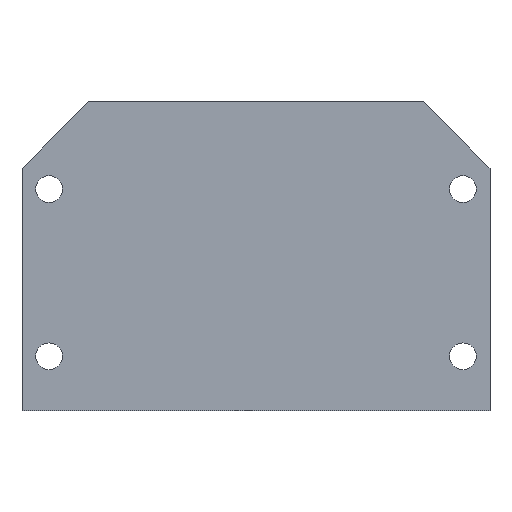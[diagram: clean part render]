
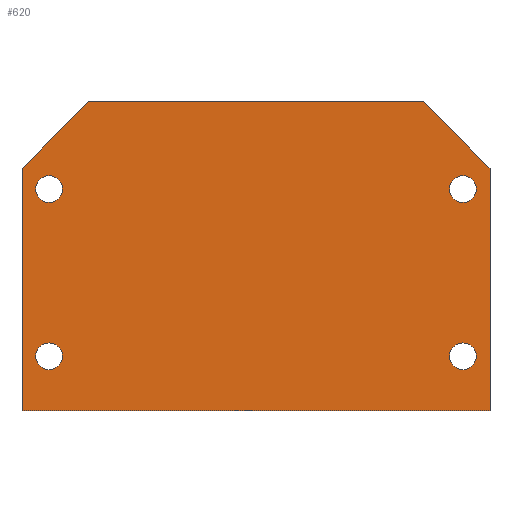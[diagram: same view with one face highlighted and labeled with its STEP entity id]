
A CAD part, front view. The second image highlights one B-rep face of the part: STEP entity #620.
In plain terms, the highlighted planar face has unit normal (0, -1, 0).
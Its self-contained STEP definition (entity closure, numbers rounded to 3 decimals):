
#29=FACE_BOUND('',#109,.T.);
#30=FACE_BOUND('',#110,.T.);
#31=FACE_BOUND('',#111,.T.);
#32=FACE_BOUND('',#112,.T.);
#45=CIRCLE('',#662,1.6);
#46=CIRCLE('',#664,1.6);
#47=CIRCLE('',#666,1.6);
#48=CIRCLE('',#668,1.6);
#72=FACE_OUTER_BOUND('',#108,.T.);
#108=EDGE_LOOP('',(#487,#488,#489,#490,#491,#492));
#109=EDGE_LOOP('',(#493));
#110=EDGE_LOOP('',(#494));
#111=EDGE_LOOP('',(#495));
#112=EDGE_LOOP('',(#496));
#139=LINE('',#874,#207);
#143=LINE('',#881,#211);
#153=LINE('',#909,#221);
#155=LINE('',#913,#223);
#161=LINE('',#933,#229);
#170=LINE('',#950,#238);
#207=VECTOR('',#706,10.);
#211=VECTOR('',#712,10.);
#221=VECTOR('',#734,10.);
#223=VECTOR('',#738,10.);
#229=VECTOR('',#762,10.);
#238=VECTOR('',#779,10.);
#275=VERTEX_POINT('',#871);
#276=VERTEX_POINT('',#873);
#278=VERTEX_POINT('',#879);
#290=VERTEX_POINT('',#907);
#291=VERTEX_POINT('',#911);
#292=VERTEX_POINT('',#915);
#293=VERTEX_POINT('',#919);
#294=VERTEX_POINT('',#923);
#295=VERTEX_POINT('',#927);
#296=VERTEX_POINT('',#931);
#331=EDGE_CURVE('',#275,#276,#139,.T.);
#335=EDGE_CURVE('',#275,#278,#143,.T.);
#349=EDGE_CURVE('',#290,#278,#153,.T.);
#351=EDGE_CURVE('',#290,#291,#155,.T.);
#353=EDGE_CURVE('',#292,#292,#45,.T.);
#355=EDGE_CURVE('',#293,#293,#46,.T.);
#357=EDGE_CURVE('',#294,#294,#47,.T.);
#359=EDGE_CURVE('',#295,#295,#48,.T.);
#361=EDGE_CURVE('',#296,#291,#161,.T.);
#370=EDGE_CURVE('',#276,#296,#170,.T.);
#487=ORIENTED_EDGE('',*,*,#331,.F.);
#488=ORIENTED_EDGE('',*,*,#335,.T.);
#489=ORIENTED_EDGE('',*,*,#349,.F.);
#490=ORIENTED_EDGE('',*,*,#351,.T.);
#491=ORIENTED_EDGE('',*,*,#361,.F.);
#492=ORIENTED_EDGE('',*,*,#370,.F.);
#493=ORIENTED_EDGE('',*,*,#353,.T.);
#494=ORIENTED_EDGE('',*,*,#355,.T.);
#495=ORIENTED_EDGE('',*,*,#357,.T.);
#496=ORIENTED_EDGE('',*,*,#359,.T.);
#592=PLANE('',#675);
#620=ADVANCED_FACE('',(#72,#29,#30,#31,#32),#592,.T.);
#662=AXIS2_PLACEMENT_3D('',#917,#742,#743);
#664=AXIS2_PLACEMENT_3D('',#921,#747,#748);
#666=AXIS2_PLACEMENT_3D('',#925,#752,#753);
#668=AXIS2_PLACEMENT_3D('',#929,#757,#758);
#675=AXIS2_PLACEMENT_3D('',#952,#782,#783);
#706=DIRECTION('',(0.707,0.,-0.707));
#712=DIRECTION('',(-1.,0.,0.));
#734=DIRECTION('',(0.707,0.,0.707));
#738=DIRECTION('',(0.,0.,-1.));
#742=DIRECTION('center_axis',(0.,1.,0.));
#743=DIRECTION('ref_axis',(1.,0.,0.));
#747=DIRECTION('center_axis',(0.,1.,0.));
#748=DIRECTION('ref_axis',(1.,0.,0.));
#752=DIRECTION('center_axis',(0.,1.,0.));
#753=DIRECTION('ref_axis',(1.,0.,0.));
#757=DIRECTION('center_axis',(0.,1.,0.));
#758=DIRECTION('ref_axis',(1.,0.,0.));
#762=DIRECTION('',(-1.,0.,0.));
#779=DIRECTION('',(0.,0.,-1.));
#782=DIRECTION('center_axis',(0.,-1.,0.));
#783=DIRECTION('ref_axis',(0.,0.,-1.));
#871=CARTESIAN_POINT('',(44.75,-1.5,5.));
#873=CARTESIAN_POINT('',(52.75,-1.5,-3.));
#874=CARTESIAN_POINT('',(45.5,-1.5,4.25));
#879=CARTESIAN_POINT('',(4.75,-1.5,5.));
#881=CARTESIAN_POINT('',(9.25,-1.5,5.));
#907=CARTESIAN_POINT('',(-3.25,-1.5,-3.));
#909=CARTESIAN_POINT('',(4.,-1.5,4.25));
#911=CARTESIAN_POINT('',(-3.25,-1.5,-32.));
#913=CARTESIAN_POINT('',(-3.25,-1.5,-25.));
#915=CARTESIAN_POINT('',(-1.6,-1.5,-25.5));
#917=CARTESIAN_POINT('Origin',(0.,-1.5,-25.5));
#919=CARTESIAN_POINT('',(47.9,-1.5,-25.5));
#921=CARTESIAN_POINT('Origin',(49.5,-1.5,-25.5));
#923=CARTESIAN_POINT('',(-1.6,-1.5,-5.5));
#925=CARTESIAN_POINT('Origin',(0.,-1.5,-5.5));
#927=CARTESIAN_POINT('',(47.9,-1.5,-5.5));
#929=CARTESIAN_POINT('Origin',(49.5,-1.5,-5.5));
#931=CARTESIAN_POINT('',(52.75,-1.5,-32.));
#933=CARTESIAN_POINT('',(52.75,-1.5,-32.));
#950=CARTESIAN_POINT('',(52.75,-1.5,-25.));
#952=CARTESIAN_POINT('Origin',(24.75,-1.5,-10.));
